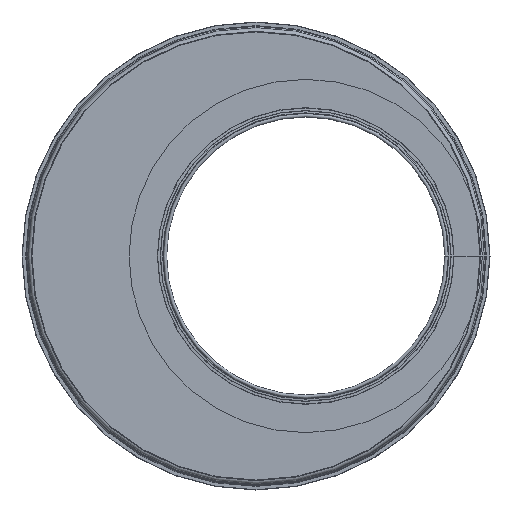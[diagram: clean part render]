
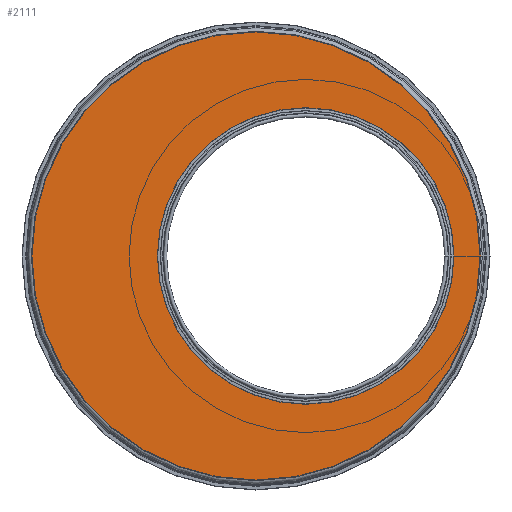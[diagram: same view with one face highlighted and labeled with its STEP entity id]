
A CAD part, front view. The second image highlights one B-rep face of the part: STEP entity #2111.
In plain terms, the highlighted face is planar.
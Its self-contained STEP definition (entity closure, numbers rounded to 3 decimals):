
#2000=CARTESIAN_POINT('',(-81.5,101.0,0.));
#2001=VERTEX_POINT('',#2000);
#2002=CARTESIAN_POINT('',(43.45,101.,0.));
#2003=DIRECTION('',(0.0,-1.0,0.0));
#2004=DIRECTION('',(1.0,0.0,0.0));
#2005=AXIS2_PLACEMENT_3D('',#2002,#2003,#2004);
#2006=CIRCLE('',#2005,124.95);
#2007=EDGE_CURVE('',#2001,#2001,#2006,.T.);
#2077=CARTESIAN_POINT('',(196.4,101.,0.));
#2078=VERTEX_POINT('',#2077);
#2079=CARTESIAN_POINT('',(0.,101.0,0.));
#2080=DIRECTION('',(0.0,-1.0,0.0));
#2081=DIRECTION('',(-1.0,0.0,0.0));
#2082=AXIS2_PLACEMENT_3D('',#2079,#2080,#2081);
#2083=CIRCLE('',#2082,196.4);
#2084=EDGE_CURVE('',#2078,#2078,#2083,.T.);
#2100=CARTESIAN_POINT('',(99.7,101.0,0.));
#2101=DIRECTION('',(0.0,1.0,0.0));
#2102=DIRECTION('',(0.0,0.0,1.0));
#2103=AXIS2_PLACEMENT_3D('',#2100,#2101,#2102);
#2104=PLANE('',#2103);
#2105=ORIENTED_EDGE('',*,*,#2084,.F.);
#2106=EDGE_LOOP('',(#2105));
#2107=FACE_OUTER_BOUND('',#2106,.T.);
#2108=ORIENTED_EDGE('',*,*,#2007,.T.);
#2109=EDGE_LOOP('',(#2108));
#2110=FACE_BOUND('',#2109,.T.);
#2111=ADVANCED_FACE('',(#2107,#2110),#2104,.T.);
